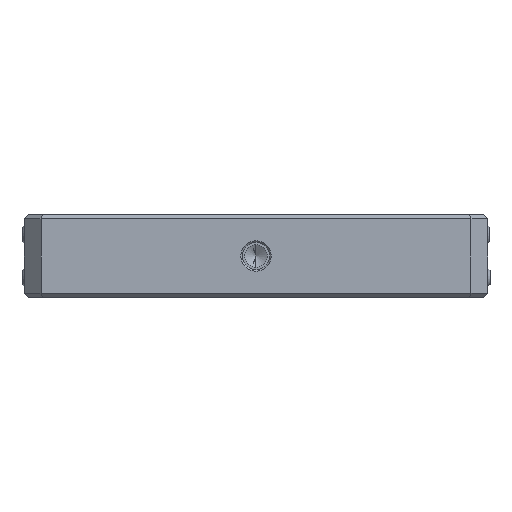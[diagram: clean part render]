
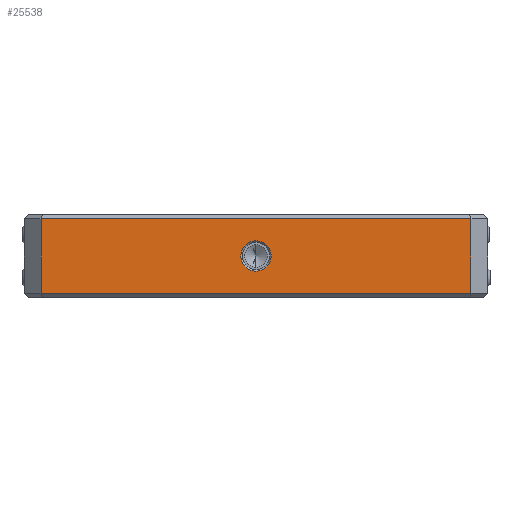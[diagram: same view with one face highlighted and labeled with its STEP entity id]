
A CAD part, front view. The second image highlights one B-rep face of the part: STEP entity #25538.
In plain terms, the highlighted planar face has unit normal (0, -1, 0).
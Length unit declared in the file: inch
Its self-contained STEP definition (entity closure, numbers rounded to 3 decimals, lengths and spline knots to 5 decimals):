
#321 = CARTESIAN_POINT ( 'NONE',  ( 0., -1.4, -0.225 ) ) ;
#1039 = CARTESIAN_POINT ( 'NONE',  ( -1.3, -1.4, 0.225 ) ) ;
#1463 = FACE_OUTER_BOUND ( 'NONE', #21212, .T. ) ;
#1702 = DIRECTION ( 'NONE',  ( 0., 0., -1. ) ) ;
#1983 = EDGE_LOOP ( 'NONE', ( #28578, #10643 ) ) ;
#2034 = DIRECTION ( 'NONE',  ( 0., 1., 0. ) ) ;
#2377 = ORIENTED_EDGE ( 'NONE', *, *, #4195, .F. ) ;
#3052 = AXIS2_PLACEMENT_3D ( 'NONE', #15503, #2034, #10479 ) ;
#3524 = EDGE_CURVE ( 'NONE', #25546, #8416, #13215, .T. ) ;
#4195 = EDGE_CURVE ( 'NONE', #17249, #15904, #25487, .T. ) ;
#4301 = CARTESIAN_POINT ( 'NONE',  ( 0., -1.4, 0.092 ) ) ;
#4769 = VECTOR ( 'NONE', #8660, 39.37008 ) ;
#4809 = DIRECTION ( 'NONE',  ( 1., 0., 0. ) ) ;
#7195 = CARTESIAN_POINT ( 'NONE',  ( 0., -1.4, 0. ) ) ;
#7584 = ORIENTED_EDGE ( 'NONE', *, *, #18288, .T. ) ;
#7973 = EDGE_CURVE ( 'NONE', #17249, #16552, #9121, .T. ) ;
#8161 = DIRECTION ( 'NONE',  ( 0., 1., 0. ) ) ;
#8416 = VERTEX_POINT ( 'NONE', #9279 ) ;
#8660 = DIRECTION ( 'NONE',  ( 0., 0., -1. ) ) ;
#9121 = LINE ( 'NONE', #27726, #16516 ) ;
#9279 = CARTESIAN_POINT ( 'NONE',  ( 0., -1.4, -0.092 ) ) ;
#10165 = CIRCLE ( 'NONE', #13049, 0.092 ) ;
#10479 = DIRECTION ( 'NONE',  ( -1., 0., 0. ) ) ;
#10643 = ORIENTED_EDGE ( 'NONE', *, *, #3524, .T. ) ;
#11887 = VERTEX_POINT ( 'NONE', #18015 ) ;
#12197 = LINE ( 'NONE', #321, #27966 ) ;
#12972 = CARTESIAN_POINT ( 'NONE',  ( 0., -1.4, 0. ) ) ;
#13049 = AXIS2_PLACEMENT_3D ( 'NONE', #12972, #8161, #28639 ) ;
#13215 = CIRCLE ( 'NONE', #15759, 0.092 ) ;
#13400 = FACE_BOUND ( 'NONE', #1983, .T. ) ;
#14313 = DIRECTION ( 'NONE',  ( -1., 0., 0. ) ) ;
#14703 = CARTESIAN_POINT ( 'NONE',  ( 1.3, -1.4, 0.225 ) ) ;
#14720 = CARTESIAN_POINT ( 'NONE',  ( 1.3, -1.4, -0.225 ) ) ;
#15047 = EDGE_CURVE ( 'NONE', #8416, #25546, #10165, .T. ) ;
#15503 = CARTESIAN_POINT ( 'NONE',  ( 0., -1.4, 0.25 ) ) ;
#15759 = AXIS2_PLACEMENT_3D ( 'NONE', #7195, #25136, #27391 ) ;
#15904 = VERTEX_POINT ( 'NONE', #14720 ) ;
#16363 = CARTESIAN_POINT ( 'NONE',  ( 1.3, -1.4, 0.25 ) ) ;
#16516 = VECTOR ( 'NONE', #14313, 39.37008 ) ;
#16552 = VERTEX_POINT ( 'NONE', #1039 ) ;
#17249 = VERTEX_POINT ( 'NONE', #14703 ) ;
#17747 = PLANE ( 'NONE',  #3052 ) ;
#18015 = CARTESIAN_POINT ( 'NONE',  ( -1.3, -1.4, -0.225 ) ) ;
#18288 = EDGE_CURVE ( 'NONE', #11887, #15904, #12197, .T. ) ;
#18558 = EDGE_CURVE ( 'NONE', #16552, #11887, #19584, .T. ) ;
#19584 = LINE ( 'NONE', #22112, #24825 ) ;
#21212 = EDGE_LOOP ( 'NONE', ( #22071, #7584, #2377, #21972 ) ) ;
#21972 = ORIENTED_EDGE ( 'NONE', *, *, #7973, .T. ) ;
#22071 = ORIENTED_EDGE ( 'NONE', *, *, #18558, .T. ) ;
#22112 = CARTESIAN_POINT ( 'NONE',  ( -1.3, -1.4, 0.25 ) ) ;
#24825 = VECTOR ( 'NONE', #1702, 39.37008 ) ;
#25136 = DIRECTION ( 'NONE',  ( 0., 1., 0. ) ) ;
#25487 = LINE ( 'NONE', #16363, #4769 ) ;
#25538 = ADVANCED_FACE ( 'NONE', ( #13400, #1463 ), #17747, .F. ) ;
#25546 = VERTEX_POINT ( 'NONE', #4301 ) ;
#27391 = DIRECTION ( 'NONE',  ( -1., 0., 0. ) ) ;
#27726 = CARTESIAN_POINT ( 'NONE',  ( -1.3, -1.4, 0.225 ) ) ;
#27966 = VECTOR ( 'NONE', #4809, 39.37008 ) ;
#28578 = ORIENTED_EDGE ( 'NONE', *, *, #15047, .T. ) ;
#28639 = DIRECTION ( 'NONE',  ( -1., 0., 0. ) ) ;
